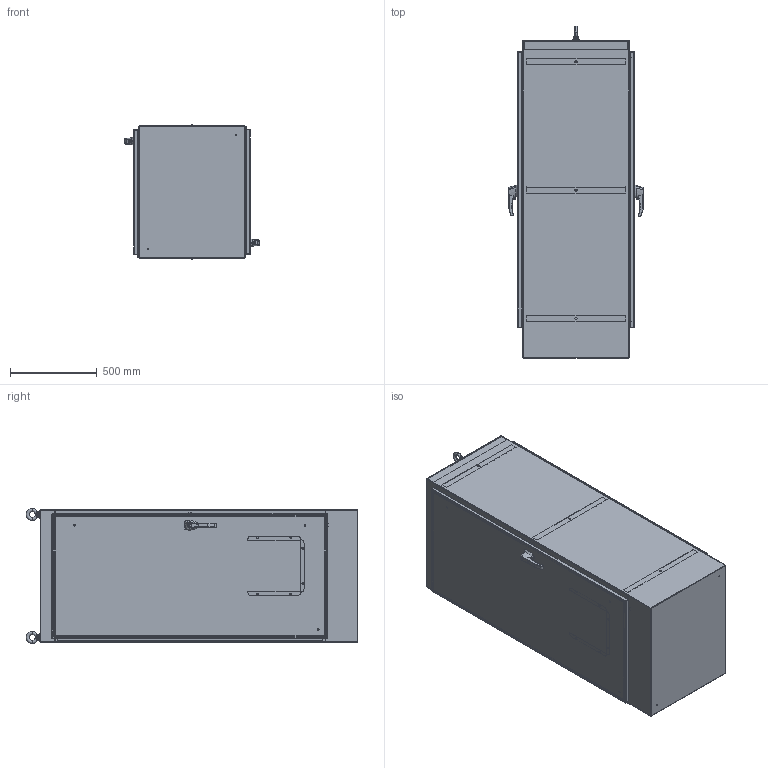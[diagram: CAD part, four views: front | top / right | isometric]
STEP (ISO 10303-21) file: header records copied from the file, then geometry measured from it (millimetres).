
FILE_DESCRIPTION (( 'STEP AP214' ), '1' );
FILE_NAME ('HN4FS723024DASS.STEP', '2019-09-03T19:45:33', ( '' ), ( '' ), 'SwSTEP 2.0', 'SolidWorks 2018', '' );
FILE_SCHEMA (( 'AUTOMOTIVE_DESIGN' ));
Length unit declared in the file: inch
Products named in the file (1): HN4FS723024DASS
Bounding box: 778.87 x 1911.5 x 777.34 mm (x, y, z)
Volume: 18891454.2 mm3; surface area: 15669110.8 mm2
Topology: 84 solids, 86 shells, 3176 faces, 8467 edges, 5482 vertices
Faces by surface type: cylinder 1483, plane 1425, cone 144, bspline 108, torus 16
Entity records: 158509 total; most frequent: CARTESIAN_POINT 36973, ORIENTED_EDGE 16890, DIRECTION 16781, EDGE_CURVE 8445, AXIS2_PLACEMENT_3D 6061, VERTEX_POINT 5482, VECTOR 4659, LINE 4659
